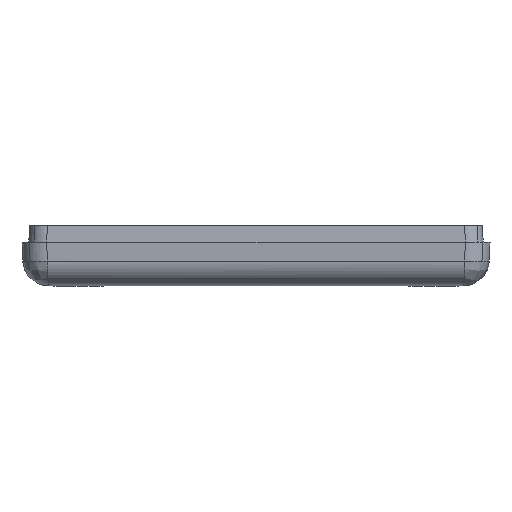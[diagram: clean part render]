
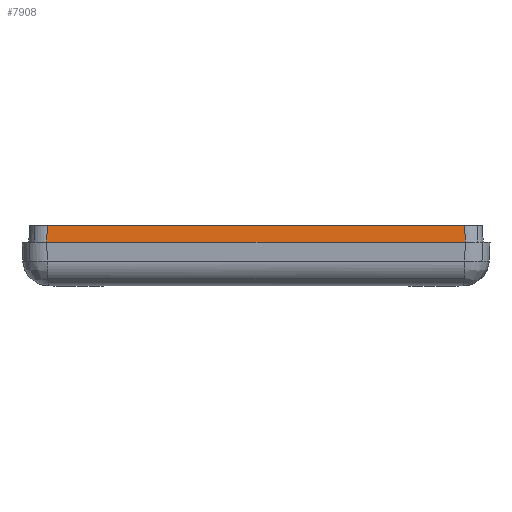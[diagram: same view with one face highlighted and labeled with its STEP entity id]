
A CAD part, left-side view. The second image highlights one B-rep face of the part: STEP entity #7908.
In plain terms, the highlighted planar face has unit normal (-0.999, 0, 0.045).
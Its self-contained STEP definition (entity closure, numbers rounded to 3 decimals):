
#435 = CARTESIAN_POINT ( 'NONE',  ( -83.611, 38.115, 3. ) ) ;
#570 = CARTESIAN_POINT ( 'NONE',  ( -83.747, -41.497, 0. ) ) ;
#831 = VERTEX_POINT ( 'NONE', #10511 ) ;
#858 = CARTESIAN_POINT ( 'NONE',  ( -83.747, -20.749, 0. ) ) ;
#1687 = DIRECTION ( 'NONE',  ( -0.045, -0.045, -0.998 ) ) ;
#1931 = VERTEX_POINT ( 'NONE', #6412 ) ;
#2381 = DIRECTION ( 'NONE',  ( 0., 1., 0. ) ) ;
#2408 = ORIENTED_EDGE ( 'NONE', *, *, #11540, .F. ) ;
#3160 = VERTEX_POINT ( 'NONE', #3561 ) ;
#3301 = VECTOR ( 'NONE', #11534, 1000. ) ;
#3340 = EDGE_LOOP ( 'NONE', ( #3376, #2408, #7852, #12800 ) ) ;
#3376 = ORIENTED_EDGE ( 'NONE', *, *, #7398, .F. ) ;
#3561 = CARTESIAN_POINT ( 'NONE',  ( -83.611, -38.115, 3. ) ) ;
#5715 = LINE ( 'NONE', #6791, #8967 ) ;
#6167 = DIRECTION ( 'NONE',  ( 0., 1., 0. ) ) ;
#6412 = CARTESIAN_POINT ( 'NONE',  ( -83.747, 38.251, 0. ) ) ;
#6791 = CARTESIAN_POINT ( 'NONE',  ( -83.582, -38.085, 3.641 ) ) ;
#7398 = EDGE_CURVE ( 'NONE', #1931, #9363, #9469, .T. ) ;
#7563 = FACE_OUTER_BOUND ( 'NONE', #3340, .T. ) ;
#7767 = PLANE ( 'NONE',  #9331 ) ;
#7852 = ORIENTED_EDGE ( 'NONE', *, *, #12750, .F. ) ;
#7908 = ADVANCED_FACE ( 'NONE', ( #7563 ), #7767, .T. ) ;
#8030 = LINE ( 'NONE', #9116, #9056 ) ;
#8255 = LINE ( 'NONE', #858, #12434 ) ;
#8654 = CARTESIAN_POINT ( 'NONE',  ( -83.669, 38.172, 1.73 ) ) ;
#8967 = VECTOR ( 'NONE', #1687, 1000. ) ;
#9056 = VECTOR ( 'NONE', #10189, 1000. ) ;
#9116 = CARTESIAN_POINT ( 'NONE',  ( -83.611, -41.497, 3. ) ) ;
#9331 = AXIS2_PLACEMENT_3D ( 'NONE', #570, #9658, #2381 ) ;
#9363 = VERTEX_POINT ( 'NONE', #435 ) ;
#9469 = LINE ( 'NONE', #8654, #3301 ) ;
#9658 = DIRECTION ( 'NONE',  ( -0.999, 0., 0.045 ) ) ;
#10189 = DIRECTION ( 'NONE',  ( 0., 1., 0. ) ) ;
#10511 = CARTESIAN_POINT ( 'NONE',  ( -83.747, -38.251, 0. ) ) ;
#11534 = DIRECTION ( 'NONE',  ( 0.045, -0.045, 0.998 ) ) ;
#11540 = EDGE_CURVE ( 'NONE', #831, #1931, #8255, .T. ) ;
#12434 = VECTOR ( 'NONE', #6167, 1000. ) ;
#12750 = EDGE_CURVE ( 'NONE', #3160, #831, #5715, .T. ) ;
#12800 = ORIENTED_EDGE ( 'NONE', *, *, #13267, .T. ) ;
#13267 = EDGE_CURVE ( 'NONE', #3160, #9363, #8030, .T. ) ;
